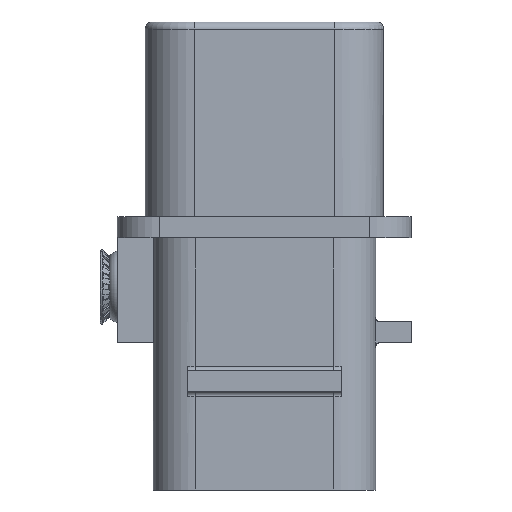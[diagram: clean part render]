
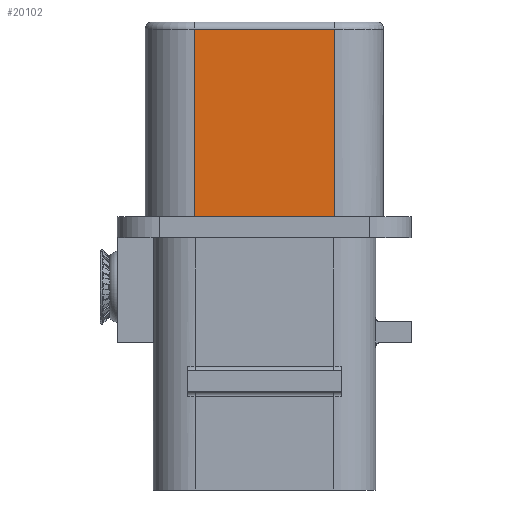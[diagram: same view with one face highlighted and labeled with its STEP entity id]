
A CAD part, left-side view. The second image highlights one B-rep face of the part: STEP entity #20102.
In plain terms, the highlighted planar face has unit normal (-1, 0, 0).
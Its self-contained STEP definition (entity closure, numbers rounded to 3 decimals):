
#6167=DIRECTION('',(0.,1.,0.));
#6168=VECTOR('',#6167,10.);
#6169=CARTESIAN_POINT('',(-8.45,-5.,14.9));
#6170=LINE('',#6169,#6168);
#6223=DIRECTION('',(0.,0.,1.));
#6224=VECTOR('',#6223,13.4);
#6225=CARTESIAN_POINT('',(-8.45,-5.,1.5));
#6226=LINE('',#6225,#6224);
#6227=DIRECTION('',(0.,1.,0.));
#6228=VECTOR('',#6227,10.);
#6229=CARTESIAN_POINT('',(-8.45,-5.,1.5));
#6230=LINE('',#6229,#6228);
#6239=DIRECTION('',(0.,0.,-1.));
#6240=VECTOR('',#6239,13.4);
#6241=CARTESIAN_POINT('',(-8.45,5.,14.9));
#6242=LINE('',#6241,#6240);
#9775=CARTESIAN_POINT('',(-8.45,5.,1.5));
#9776=VERTEX_POINT('',#9775);
#9777=CARTESIAN_POINT('',(-8.45,-5.,1.5));
#9778=VERTEX_POINT('',#9777);
#11349=CARTESIAN_POINT('',(-8.45,5.,14.9));
#11350=VERTEX_POINT('',#11349);
#11351=CARTESIAN_POINT('',(-8.45,-5.,14.9));
#11352=VERTEX_POINT('',#11351);
#20090=CARTESIAN_POINT('',(-8.45,8.5,1.5));
#20091=DIRECTION('',(-1.,0.,0.));
#20092=DIRECTION('',(0.,-1.,0.));
#20093=AXIS2_PLACEMENT_3D('',#20090,#20091,#20092);
#20094=PLANE('',#20093);
#20095=ORIENTED_EDGE('',*,*,#20000,.F.);
#20096=ORIENTED_EDGE('',*,*,#20085,.F.);
#20097=ORIENTED_EDGE('',*,*,#12721,.T.);
#20099=ORIENTED_EDGE('',*,*,#20098,.F.);
#20100=EDGE_LOOP('',(#20095,#20096,#20097,#20099));
#20101=FACE_OUTER_BOUND('',#20100,.F.);
#12721=EDGE_CURVE('',#9778,#9776,#6230,.T.);
#20000=EDGE_CURVE('',#11352,#11350,#6170,.T.);
#20085=EDGE_CURVE('',#9778,#11352,#6226,.T.);
#20098=EDGE_CURVE('',#11350,#9776,#6242,.T.);
#20102=ADVANCED_FACE('',(#20101),#20094,.T.);
